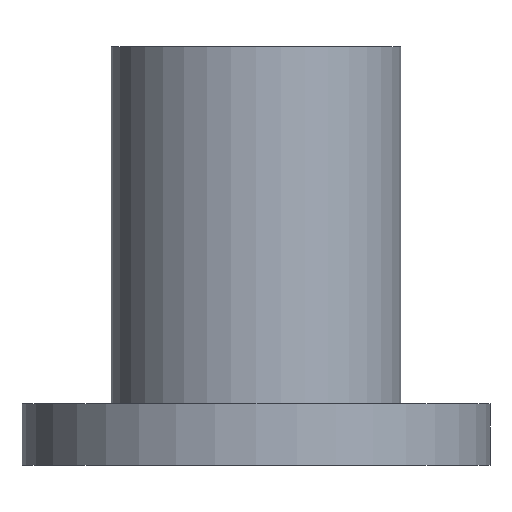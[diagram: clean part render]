
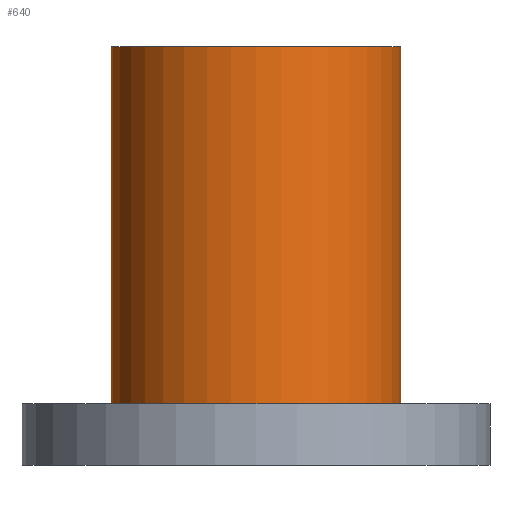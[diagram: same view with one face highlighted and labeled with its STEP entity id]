
A CAD part, front view. The second image highlights one B-rep face of the part: STEP entity #640.
In plain terms, the highlighted cylindrical face has radius 23.5 mm (diameter 47 mm), a partial arc.
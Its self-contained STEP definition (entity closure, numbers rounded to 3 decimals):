
#1 = CARTESIAN_POINT ( 'NONE',  ( 23.5, 0., 34. ) ) ;
#10 = CARTESIAN_POINT ( 'NONE',  ( 0., 0., -24. ) ) ;
#43 = DIRECTION ( 'NONE',  ( 1., 0., 0. ) ) ;
#52 = DIRECTION ( 'NONE',  ( 1., 0., 0. ) ) ;
#79 = VERTEX_POINT ( 'NONE', #578 ) ;
#106 = ORIENTED_EDGE ( 'NONE', *, *, #484, .T. ) ;
#111 = EDGE_LOOP ( 'NONE', ( #278, #106, #371, #265 ) ) ;
#119 = CARTESIAN_POINT ( 'NONE',  ( 23.5, 0., -24. ) ) ;
#120 = VERTEX_POINT ( 'NONE', #301 ) ;
#124 = AXIS2_PLACEMENT_3D ( 'NONE', #10, #764, #840 ) ;
#149 = FACE_OUTER_BOUND ( 'NONE', #111, .T. ) ;
#150 = CARTESIAN_POINT ( 'NONE',  ( -23.5, 0., 34. ) ) ;
#165 = AXIS2_PLACEMENT_3D ( 'NONE', #245, #544, #43 ) ;
#201 = CIRCLE ( 'NONE', #400, 23.5 ) ;
#204 = LINE ( 'NONE', #637, #538 ) ;
#245 = CARTESIAN_POINT ( 'NONE',  ( 0., 0., 34. ) ) ;
#250 = DIRECTION ( 'NONE',  ( 0., 0., 1. ) ) ;
#260 = CARTESIAN_POINT ( 'NONE',  ( 0., 0., -24. ) ) ;
#265 = ORIENTED_EDGE ( 'NONE', *, *, #490, .F. ) ;
#278 = ORIENTED_EDGE ( 'NONE', *, *, #283, .F. ) ;
#283 = EDGE_CURVE ( 'NONE', #120, #336, #204, .T. ) ;
#301 = CARTESIAN_POINT ( 'NONE',  ( -23.5, 0., -24. ) ) ;
#336 = VERTEX_POINT ( 'NONE', #150 ) ;
#371 = ORIENTED_EDGE ( 'NONE', *, *, #474, .T. ) ;
#400 = AXIS2_PLACEMENT_3D ( 'NONE', #260, #250, #52 ) ;
#430 = DIRECTION ( 'NONE',  ( 0., 0., 1. ) ) ;
#474 = EDGE_CURVE ( 'NONE', #79, #683, #805, .T. ) ;
#480 = CYLINDRICAL_SURFACE ( 'NONE', #124, 23.5 ) ;
#483 = VECTOR ( 'NONE', #884, 1000. ) ;
#484 = EDGE_CURVE ( 'NONE', #120, #79, #201, .T. ) ;
#490 = EDGE_CURVE ( 'NONE', #336, #683, #519, .T. ) ;
#519 = CIRCLE ( 'NONE', #165, 23.5 ) ;
#538 = VECTOR ( 'NONE', #430, 1000. ) ;
#544 = DIRECTION ( 'NONE',  ( 0., 0., 1. ) ) ;
#578 = CARTESIAN_POINT ( 'NONE',  ( 23.5, 0., -24. ) ) ;
#637 = CARTESIAN_POINT ( 'NONE',  ( -23.5, 0., -24. ) ) ;
#640 = ADVANCED_FACE ( 'NONE', ( #149 ), #480, .T. ) ;
#683 = VERTEX_POINT ( 'NONE', #1 ) ;
#764 = DIRECTION ( 'NONE',  ( 0., 0., 1. ) ) ;
#805 = LINE ( 'NONE', #119, #483 ) ;
#840 = DIRECTION ( 'NONE',  ( 1., 0., 0. ) ) ;
#884 = DIRECTION ( 'NONE',  ( 0., 0., 1. ) ) ;
